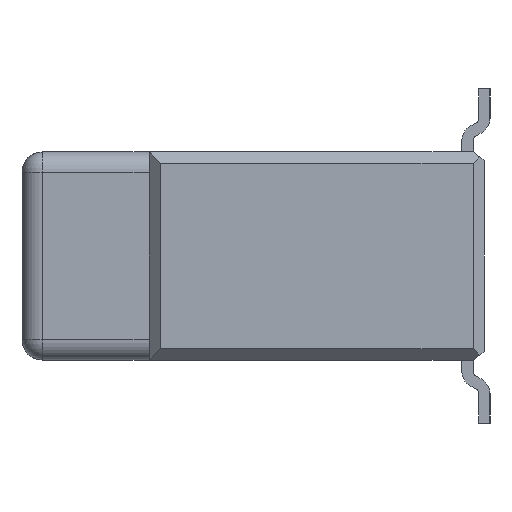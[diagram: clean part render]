
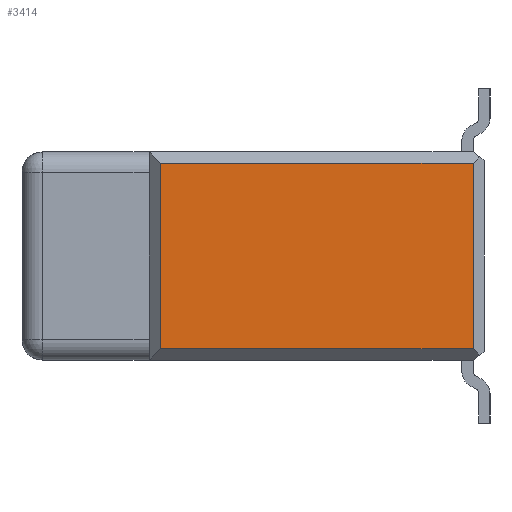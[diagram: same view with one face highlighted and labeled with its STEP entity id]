
A CAD part, left-side view. The second image highlights one B-rep face of the part: STEP entity #3414.
In plain terms, the highlighted planar face has unit normal (-1, 0, 0).
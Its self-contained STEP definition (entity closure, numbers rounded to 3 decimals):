
#957 = DIRECTION ( 'NONE',  ( 1., 0., 0. ) ) ;
#2103 = CARTESIAN_POINT ( 'NONE',  ( -1.1, 0.15, 0. ) ) ;
#2525 = ORIENTED_EDGE ( 'NONE', *, *, #11770, .T. ) ;
#3261 = CARTESIAN_POINT ( 'NONE',  ( -1.1, 2.93, 0. ) ) ;
#3414 = ADVANCED_FACE ( 'NONE', ( #4246 ), #11851, .F. ) ;
#4246 = FACE_OUTER_BOUND ( 'NONE', #15494, .T. ) ;
#5363 = ORIENTED_EDGE ( 'NONE', *, *, #8089, .T. ) ;
#6637 = VERTEX_POINT ( 'NONE', #22845 ) ;
#7012 = DIRECTION ( 'NONE',  ( 0., 0., 1. ) ) ;
#7141 = DIRECTION ( 'NONE',  ( 0., 0., -1. ) ) ;
#8089 = EDGE_CURVE ( 'NONE', #10523, #14189, #23591, .T. ) ;
#8994 = AXIS2_PLACEMENT_3D ( 'NONE', #9916, #957, #17183 ) ;
#9916 = CARTESIAN_POINT ( 'NONE',  ( -1.1, 3.03, 0. ) ) ;
#10010 = VECTOR ( 'NONE', #16306, 1000. ) ;
#10523 = VERTEX_POINT ( 'NONE', #17626 ) ;
#11023 = CARTESIAN_POINT ( 'NONE',  ( -1.1, 0.15, 0.825 ) ) ;
#11770 = EDGE_CURVE ( 'NONE', #14475, #6637, #21549, .T. ) ;
#11851 = PLANE ( 'NONE',  #8994 ) ;
#13008 = VECTOR ( 'NONE', #7012, 1000. ) ;
#14166 = VECTOR ( 'NONE', #22645, 1000. ) ;
#14189 = VERTEX_POINT ( 'NONE', #11023 ) ;
#14378 = CARTESIAN_POINT ( 'NONE',  ( -1.1, 3.03, 0.825 ) ) ;
#14475 = VERTEX_POINT ( 'NONE', #20086 ) ;
#15259 = CARTESIAN_POINT ( 'NONE',  ( -1.1, 3.03, -0.825 ) ) ;
#15494 = EDGE_LOOP ( 'NONE', ( #5363, #23394, #2525, #19371 ) ) ;
#16306 = DIRECTION ( 'NONE',  ( 0., 1., 0. ) ) ;
#17183 = DIRECTION ( 'NONE',  ( 0., 0., -1. ) ) ;
#17626 = CARTESIAN_POINT ( 'NONE',  ( -1.1, 0.15, -0.825 ) ) ;
#18590 = LINE ( 'NONE', #14378, #10010 ) ;
#19053 = EDGE_CURVE ( 'NONE', #14189, #14475, #18590, .T. ) ;
#19253 = LINE ( 'NONE', #15259, #14166 ) ;
#19371 = ORIENTED_EDGE ( 'NONE', *, *, #21430, .F. ) ;
#20086 = CARTESIAN_POINT ( 'NONE',  ( -1.1, 2.93, 0.825 ) ) ;
#21430 = EDGE_CURVE ( 'NONE', #10523, #6637, #19253, .T. ) ;
#21549 = LINE ( 'NONE', #3261, #22496 ) ;
#22496 = VECTOR ( 'NONE', #7141, 1000. ) ;
#22645 = DIRECTION ( 'NONE',  ( 0., 1., 0. ) ) ;
#22845 = CARTESIAN_POINT ( 'NONE',  ( -1.1, 2.93, -0.825 ) ) ;
#23394 = ORIENTED_EDGE ( 'NONE', *, *, #19053, .T. ) ;
#23591 = LINE ( 'NONE', #2103, #13008 ) ;
